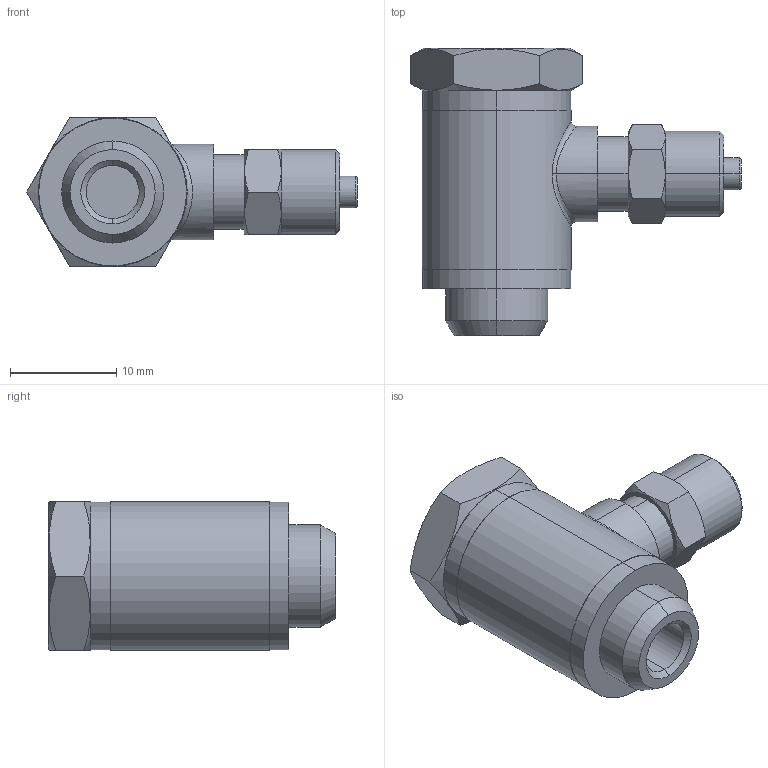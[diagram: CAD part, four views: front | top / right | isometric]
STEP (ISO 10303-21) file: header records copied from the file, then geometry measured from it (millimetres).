
FILE_DESCRIPTION (( 'STEP AP203' ), '1' );
FILE_NAME ('02240021.STEP', '2011-10-21T15:25:58', ( '' ), ( 'sopra-pneumatic' ), 'SwSTEP 2.0', 'SolidWorks 2011', '' );
FILE_SCHEMA (( 'CONFIG_CONTROL_DESIGN' ));
Length unit declared in the file: millimetre
Products named in the file (1): 02240021
Bounding box: 31.08 x 27 x 14 mm (x, y, z)
Volume: 4175.8 mm3; surface area: 2300.8 mm2
Topology: 1 solids, 1 shells, 74 faces, 166 edges, 103 vertices
Faces by surface type: cone 24, plane 24, cylinder 22, bspline 2, torus 2
Entity records: 2707 total; most frequent: CARTESIAN_POINT 1013, DIRECTION 336, ORIENTED_EDGE 332, EDGE_CURVE 166, AXIS2_PLACEMENT_3D 142, VERTEX_POINT 103, EDGE_LOOP 85, ADVANCED_FACE 74
